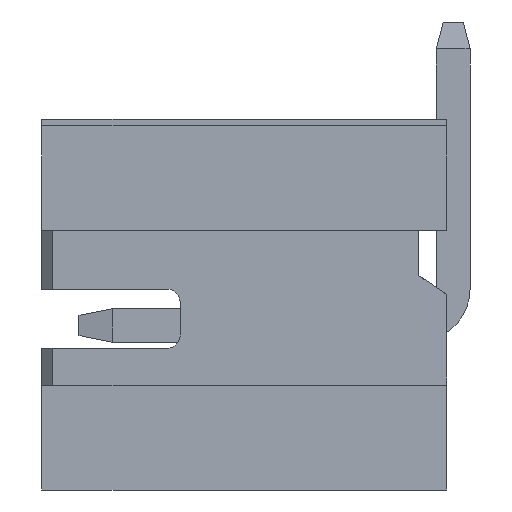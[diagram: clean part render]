
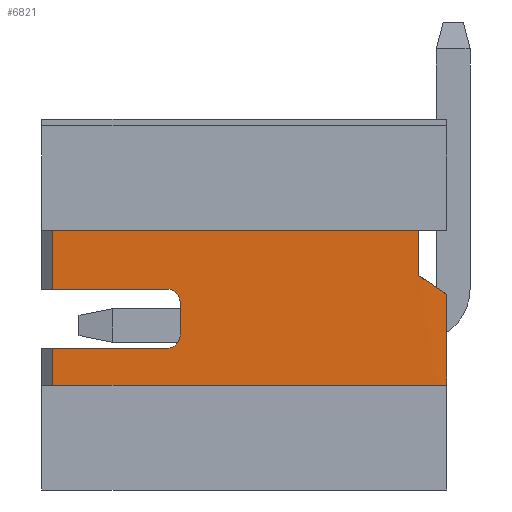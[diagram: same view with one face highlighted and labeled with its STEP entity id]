
A CAD part, left-side view. The second image highlights one B-rep face of the part: STEP entity #6821.
In plain terms, the highlighted planar face has unit normal (-1, 0, 0).
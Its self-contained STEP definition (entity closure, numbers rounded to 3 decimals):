
#4097=CARTESIAN_POINT('',(0.83,7.5,-1.17));
#4098=VERTEX_POINT('',#4097);
#4121=CARTESIAN_POINT('',(0.83,7.5,-2.52));
#4122=VERTEX_POINT('',#4121);
#4129=CARTESIAN_POINT('',(0.83,7.5,-2.52));
#4130=DIRECTION('',(0.,0.,1.));
#4131=VECTOR('',#4130,1.35);
#4132=LINE('',#4129,#4131);
#4133=EDGE_CURVE('',#4122,#4098,#4132,.T.);
#4143=CARTESIAN_POINT('',(0.83,5.8,-2.52));
#4144=VERTEX_POINT('',#4143);
#4145=CARTESIAN_POINT('',(0.83,5.8,-2.52));
#4146=DIRECTION('',(0.,1.,0.));
#4147=VECTOR('',#4146,1.7);
#4148=LINE('',#4145,#4147);
#4149=EDGE_CURVE('',#4144,#4122,#4148,.T.);
#4508=CARTESIAN_POINT('',(0.83,7.5,-3.4));
#4509=VERTEX_POINT('',#4508);
#4516=CARTESIAN_POINT('',(0.83,5.8,-3.4));
#4517=VERTEX_POINT('',#4516);
#4518=CARTESIAN_POINT('',(0.83,7.5,-3.4));
#4519=DIRECTION('',(0.,-1.,0.));
#4520=VECTOR('',#4519,1.7);
#4521=LINE('',#4518,#4520);
#4522=EDGE_CURVE('',#4509,#4517,#4521,.T.);
#4541=CARTESIAN_POINT('',(0.83,7.5,-4.75));
#4542=VERTEX_POINT('',#4541);
#4549=CARTESIAN_POINT('',(0.83,7.5,-4.75));
#4550=DIRECTION('',(0.,0.,1.));
#4551=VECTOR('',#4550,1.35);
#4552=LINE('',#4549,#4551);
#4553=EDGE_CURVE('',#4542,#4509,#4552,.T.);
#4749=CARTESIAN_POINT('',(0.825,1.65,-2.6));
#4750=VERTEX_POINT('',#4749);
#4751=CARTESIAN_POINT('',(0.83,1.65,-4.75));
#4752=VERTEX_POINT('',#4751);
#4753=CARTESIAN_POINT('',(0.825,1.65,-2.6));
#4754=DIRECTION('',(0.002,0.,-1.));
#4755=VECTOR('',#4754,2.15);
#4756=LINE('',#4753,#4755);
#4757=EDGE_CURVE('',#4750,#4752,#4756,.T.);
#5732=CARTESIAN_POINT('',(0.83,5.6,-2.72));
#5733=VERTEX_POINT('',#5732);
#5740=CARTESIAN_POINT('',(0.83,5.8,-2.72));
#5741=DIRECTION('',(0.,-1.,0.));
#5742=DIRECTION('',(-1.,0.,0.));
#5743=AXIS2_PLACEMENT_3D('',#5740,#5742,#5741);
#5744=CIRCLE('',#5743,0.2);
#5745=EDGE_CURVE('',#5733,#4144,#5744,.T.);
#5756=CARTESIAN_POINT('',(0.83,5.6,-3.2));
#5757=VERTEX_POINT('',#5756);
#5764=CARTESIAN_POINT('',(0.83,5.6,-3.2));
#5765=DIRECTION('',(0.,0.,1.));
#5766=VECTOR('',#5765,0.48);
#5767=LINE('',#5764,#5766);
#5768=EDGE_CURVE('',#5757,#5733,#5767,.T.);
#5782=CARTESIAN_POINT('',(0.83,5.8,-3.2));
#5783=DIRECTION('',(0.,0.,-1.));
#5784=DIRECTION('',(-1.,0.,0.));
#5785=AXIS2_PLACEMENT_3D('',#5782,#5784,#5783);
#5786=CIRCLE('',#5785,0.2);
#5787=EDGE_CURVE('',#4517,#5757,#5786,.T.);
#6765=CARTESIAN_POINT('',(0.825,2.06,-1.17));
#6766=VERTEX_POINT('',#6765);
#6776=CARTESIAN_POINT('',(0.83,7.5,-1.17));
#6777=DIRECTION('',(-0.001,-1.,0.));
#6778=VECTOR('',#6777,5.44);
#6779=LINE('',#6776,#6778);
#6780=EDGE_CURVE('',#4098,#6766,#6779,.T.);
#6785=CARTESIAN_POINT('',(0.83,3.297,-2.96));
#6786=DIRECTION('',(0.,0.,1.));
#6787=DIRECTION('',(-1.,0.,0.));
#6788=AXIS2_PLACEMENT_3D('',#6785,#6787,#6786);
#6789=PLANE('',#6788);
#6790=CARTESIAN_POINT('',(0.82,2.06,-2.32));
#6791=VERTEX_POINT('',#6790);
#6792=CARTESIAN_POINT('',(0.825,1.65,-2.6));
#6793=DIRECTION('',(-0.01,0.826,0.564));
#6794=VECTOR('',#6793,0.497);
#6795=LINE('',#6792,#6794);
#6796=EDGE_CURVE('',#4750,#6791,#6795,.T.);
#6797=ORIENTED_EDGE('',*,*,#6796,.T.);
#6798=CARTESIAN_POINT('',(0.82,2.06,-2.32));
#6799=DIRECTION('',(0.004,0.,1.));
#6800=VECTOR('',#6799,1.15);
#6801=LINE('',#6798,#6800);
#6802=EDGE_CURVE('',#6791,#6766,#6801,.T.);
#6803=ORIENTED_EDGE('',*,*,#6802,.T.);
#6804=ORIENTED_EDGE('',*,*,#6780,.F.);
#6805=ORIENTED_EDGE('',*,*,#4133,.F.);
#6806=ORIENTED_EDGE('',*,*,#4149,.F.);
#6807=ORIENTED_EDGE('',*,*,#5745,.F.);
#6808=ORIENTED_EDGE('',*,*,#5768,.F.);
#6809=ORIENTED_EDGE('',*,*,#5787,.F.);
#6810=ORIENTED_EDGE('',*,*,#4522,.F.);
#6811=ORIENTED_EDGE('',*,*,#4553,.F.);
#6812=CARTESIAN_POINT('',(0.83,7.5,-4.75));
#6813=DIRECTION('',(0.,-1.,0.));
#6814=VECTOR('',#6813,5.85);
#6815=LINE('',#6812,#6814);
#6816=EDGE_CURVE('',#4542,#4752,#6815,.T.);
#6817=ORIENTED_EDGE('',*,*,#6816,.T.);
#6818=ORIENTED_EDGE('',*,*,#4757,.F.);
#6819=EDGE_LOOP('',(#6797,#6803,#6804,#6805,#6806,#6807,#6808,#6809,#6810,#6811,#6817,#6818));
#6820=FACE_OUTER_BOUND('',#6819,.T.);
#6821=ADVANCED_FACE('',(#6820),#6789,.T.);
